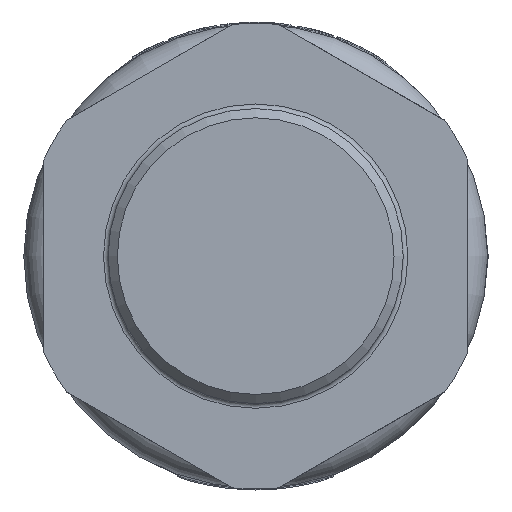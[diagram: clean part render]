
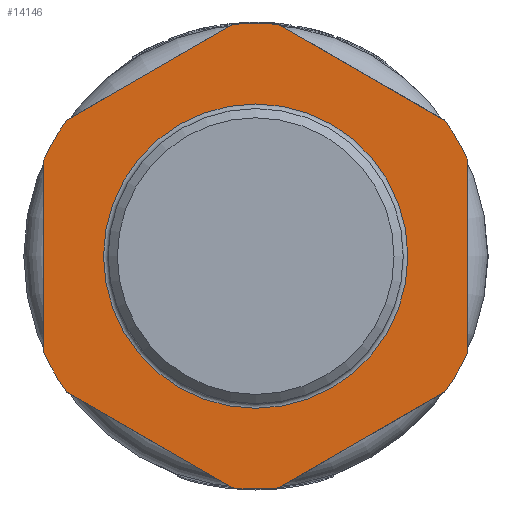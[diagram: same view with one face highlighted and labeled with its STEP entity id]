
A CAD part, left-side view. The second image highlights one B-rep face of the part: STEP entity #14146.
In plain terms, the highlighted planar face has unit normal (-1, 0, 0).
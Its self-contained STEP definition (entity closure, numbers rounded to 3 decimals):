
#1106=FACE_BOUND('',#3371,.T.);
#1145=LINE('',#19941,#1727);
#1148=LINE('',#19971,#1730);
#1151=LINE('',#20001,#1733);
#1154=LINE('',#20031,#1736);
#1157=LINE('',#20061,#1739);
#1160=LINE('',#20091,#1742);
#1727=VECTOR('',#16480,10.);
#1730=VECTOR('',#16485,10.);
#1733=VECTOR('',#16490,10.);
#1736=VECTOR('',#16495,10.);
#1739=VECTOR('',#16500,10.);
#1742=VECTOR('',#16505,10.);
#2604=FACE_OUTER_BOUND('',#3370,.T.);
#3370=EDGE_LOOP('',(#8769,#8770,#8771,#8772,#8773,#8774,#8775,#8776,#8777,
#8778,#8779,#8780));
#3371=EDGE_LOOP('',(#8781,#8782));
#4188=CIRCLE('',#14986,25.25);
#4189=CIRCLE('',#14988,25.25);
#4190=CIRCLE('',#14990,25.25);
#4191=CIRCLE('',#14992,25.25);
#4192=CIRCLE('',#14994,25.25);
#4193=CIRCLE('',#14996,25.25);
#4194=CIRCLE('',#14997,16.5);
#4195=CIRCLE('',#14998,16.5);
#4937=VERTEX_POINT('',#19938);
#4938=VERTEX_POINT('',#19940);
#4941=VERTEX_POINT('',#19968);
#4942=VERTEX_POINT('',#19970);
#4945=VERTEX_POINT('',#19998);
#4946=VERTEX_POINT('',#20000);
#4949=VERTEX_POINT('',#20028);
#4950=VERTEX_POINT('',#20030);
#4953=VERTEX_POINT('',#20058);
#4954=VERTEX_POINT('',#20060);
#4957=VERTEX_POINT('',#20088);
#4958=VERTEX_POINT('',#20090);
#4960=VERTEX_POINT('',#20115);
#4961=VERTEX_POINT('',#20116);
#6441=EDGE_CURVE('',#4938,#4937,#1145,.T.);
#6445=EDGE_CURVE('',#4942,#4941,#1148,.T.);
#6449=EDGE_CURVE('',#4946,#4945,#1151,.T.);
#6453=EDGE_CURVE('',#4950,#4949,#1154,.T.);
#6457=EDGE_CURVE('',#4954,#4953,#1157,.T.);
#6461=EDGE_CURVE('',#4958,#4957,#1160,.T.);
#6471=EDGE_CURVE('',#4958,#4945,#4188,.T.);
#6472=EDGE_CURVE('',#4946,#4949,#4189,.T.);
#6473=EDGE_CURVE('',#4942,#4953,#4190,.T.);
#6474=EDGE_CURVE('',#4950,#4941,#4191,.T.);
#6475=EDGE_CURVE('',#4938,#4957,#4192,.T.);
#6476=EDGE_CURVE('',#4954,#4937,#4193,.T.);
#6477=EDGE_CURVE('',#4960,#4961,#4194,.T.);
#6478=EDGE_CURVE('',#4961,#4960,#4195,.T.);
#8769=ORIENTED_EDGE('',*,*,#6441,.T.);
#8770=ORIENTED_EDGE('',*,*,#6476,.F.);
#8771=ORIENTED_EDGE('',*,*,#6457,.T.);
#8772=ORIENTED_EDGE('',*,*,#6473,.F.);
#8773=ORIENTED_EDGE('',*,*,#6445,.T.);
#8774=ORIENTED_EDGE('',*,*,#6474,.F.);
#8775=ORIENTED_EDGE('',*,*,#6453,.T.);
#8776=ORIENTED_EDGE('',*,*,#6472,.F.);
#8777=ORIENTED_EDGE('',*,*,#6449,.T.);
#8778=ORIENTED_EDGE('',*,*,#6471,.F.);
#8779=ORIENTED_EDGE('',*,*,#6461,.T.);
#8780=ORIENTED_EDGE('',*,*,#6475,.F.);
#8781=ORIENTED_EDGE('',*,*,#6477,.T.);
#8782=ORIENTED_EDGE('',*,*,#6478,.T.);
#13066=PLANE('',#14995);
#14146=ADVANCED_FACE('',(#2604,#1106),#13066,.T.);
#14986=AXIS2_PLACEMENT_3D('',#20104,#16527,#16528);
#14988=AXIS2_PLACEMENT_3D('',#20106,#16531,#16532);
#14990=AXIS2_PLACEMENT_3D('',#20108,#16535,#16536);
#14992=AXIS2_PLACEMENT_3D('',#20110,#16539,#16540);
#14994=AXIS2_PLACEMENT_3D('',#20112,#16543,#16544);
#14995=AXIS2_PLACEMENT_3D('',#20113,#16545,#16546);
#14996=AXIS2_PLACEMENT_3D('',#20114,#16547,#16548);
#14997=AXIS2_PLACEMENT_3D('',#20117,#16549,#16550);
#14998=AXIS2_PLACEMENT_3D('',#20118,#16551,#16552);
#16480=DIRECTION('',(0.,-0.866,0.5));
#16485=DIRECTION('',(0.,0.866,0.5));
#16490=DIRECTION('',(0.,0.,-1.));
#16495=DIRECTION('',(0.,0.866,-0.5));
#16500=DIRECTION('',(0.,0.,1.));
#16505=DIRECTION('',(0.,-0.866,-0.5));
#16527=DIRECTION('center_axis',(1.,0.,0.));
#16528=DIRECTION('ref_axis',(0.,0.,
-1.));
#16531=DIRECTION('center_axis',(1.,0.,0.));
#16532=DIRECTION('ref_axis',(0.,0.,
-1.));
#16535=DIRECTION('center_axis',(1.,0.,0.));
#16536=DIRECTION('ref_axis',(0.,0.,
-1.));
#16539=DIRECTION('center_axis',(1.,0.,0.));
#16540=DIRECTION('ref_axis',(0.,0.,
-1.));
#16543=DIRECTION('center_axis',(1.,0.,0.));
#16544=DIRECTION('ref_axis',(0.,0.,
-1.));
#16545=DIRECTION('center_axis',(-1.,0.,0.));
#16546=DIRECTION('ref_axis',(0.,0.,
1.));
#16547=DIRECTION('center_axis',(1.,0.,0.));
#16548=DIRECTION('ref_axis',(0.,0.,
-1.));
#16549=DIRECTION('center_axis',(1.,0.,0.));
#16550=DIRECTION('ref_axis',(0.,0.,
-1.));
#16551=DIRECTION('center_axis',(1.,0.,0.));
#16552=DIRECTION('ref_axis',(0.,0.,
-1.));
#19938=CARTESIAN_POINT('',(-9.424,-20.523,-14.709));
#19940=CARTESIAN_POINT('',(-9.424,-2.477,-25.128));
#19941=CARTESIAN_POINT('',(-9.424,2.48,-27.99));
#19968=CARTESIAN_POINT('',(-9.424,-2.477,25.128));
#19970=CARTESIAN_POINT('',(-9.424,-20.523,14.709));
#19971=CARTESIAN_POINT('',(-9.424,-6.543,22.781));
#19998=CARTESIAN_POINT('',(-9.424,23.,-10.419));
#20000=CARTESIAN_POINT('',(-9.424,23.,10.419));
#20001=CARTESIAN_POINT('',(-9.424,23.,5.21));
#20028=CARTESIAN_POINT('',(-9.424,20.523,14.709));
#20030=CARTESIAN_POINT('',(-9.424,2.477,25.128));
#20031=CARTESIAN_POINT('',(-9.424,16.457,17.057));
#20058=CARTESIAN_POINT('',(-9.424,-23.,10.419));
#20060=CARTESIAN_POINT('',(-9.424,-23.,-10.419));
#20061=CARTESIAN_POINT('',(-9.424,-23.,-5.21));
#20088=CARTESIAN_POINT('',(-9.424,2.477,-25.128));
#20090=CARTESIAN_POINT('',(-9.424,20.523,-14.709));
#20091=CARTESIAN_POINT('',(-9.424,25.48,-11.847));
#20104=CARTESIAN_POINT('Origin',(-9.424,0.,
0.));
#20106=CARTESIAN_POINT('Origin',(-9.424,0.,
0.));
#20108=CARTESIAN_POINT('Origin',(-9.424,0.,
0.));
#20110=CARTESIAN_POINT('Origin',(-9.424,0.,
0.));
#20112=CARTESIAN_POINT('Origin',(-9.424,0.,
0.));
#20113=CARTESIAN_POINT('Origin',(-9.424,25.25,0.));
#20114=CARTESIAN_POINT('Origin',(-9.424,0.,
0.));
#20115=CARTESIAN_POINT('',(-9.424,16.5,0.));
#20116=CARTESIAN_POINT('',(-9.424,0.,16.5));
#20117=CARTESIAN_POINT('Origin',(-9.424,0.,
0.));
#20118=CARTESIAN_POINT('Origin',(-9.424,0.,
0.));
